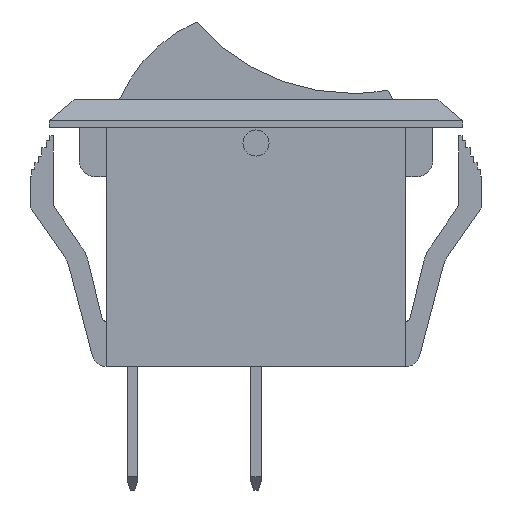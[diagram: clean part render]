
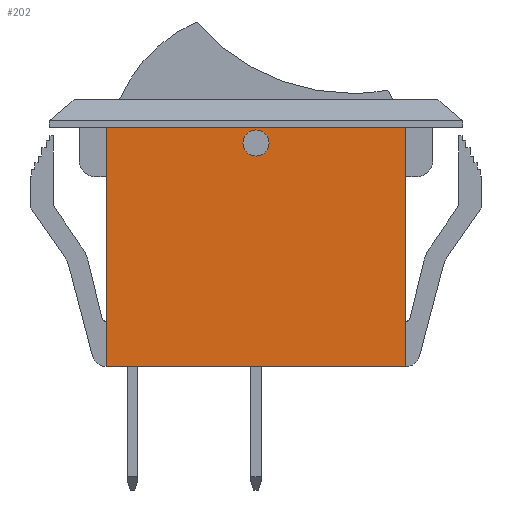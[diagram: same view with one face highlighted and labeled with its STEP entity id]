
A CAD part, front view. The second image highlights one B-rep face of the part: STEP entity #202.
In plain terms, the highlighted planar face has unit normal (0, -1, 0).
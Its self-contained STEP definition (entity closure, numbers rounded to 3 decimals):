
#202=ADVANCED_FACE('NONE',(#559,#560),#561,.T.);
#559=FACE_OUTER_BOUND('',#1078,.T.);
#560=FACE_BOUND('',#1079,.T.);
#561=PLANE('',#1080);
#1078=EDGE_LOOP('',(#1616,#1617,#1618,#1619));
#1079=EDGE_LOOP('',(#1620,#1621));
#1080=AXIS2_PLACEMENT_3D('',#1622,#1623,#1624);
#1616=ORIENTED_EDGE('',*,*,#3199,.T.);
#1617=ORIENTED_EDGE('',*,*,#3200,.T.);
#1618=ORIENTED_EDGE('',*,*,#3201,.T.);
#1619=ORIENTED_EDGE('',*,*,#3202,.T.);
#1620=ORIENTED_EDGE('',*,*,#3203,.T.);
#1621=ORIENTED_EDGE('',*,*,#3204,.T.);
#1622=CARTESIAN_POINT('',(0.0,-6.045,9.195));
#1623=DIRECTION('',(0.0,-1.0,0.));
#1624=DIRECTION('',(-1.0,0.0,0.0));
#3199=EDGE_CURVE('NONE',#3850,#3851,#3852,.T.);
#3200=EDGE_CURVE('NONE',#3851,#3853,#3854,.T.);
#3201=EDGE_CURVE('NONE',#3853,#3855,#3856,.T.);
#3202=EDGE_CURVE('NONE',#3855,#3850,#3857,.T.);
#3203=EDGE_CURVE('NONE',#3858,#3859,#3860,.T.);
#3204=EDGE_CURVE('NONE',#3859,#3858,#3861,.T.);
#3850=VERTEX_POINT('NONE',#4798);
#3851=VERTEX_POINT('NONE',#4799);
#3852=LINE('',#4800,#4801);
#3853=VERTEX_POINT('NONE',#4802);
#3854=LINE('',#4803,#4804);
#3855=VERTEX_POINT('NONE',#4805);
#3856=LINE('',#4806,#4807);
#3857=LINE('',#4808,#4809);
#3858=VERTEX_POINT('NONE',#4810);
#3859=VERTEX_POINT('NONE',#4811);
#3860=CIRCLE('',#4812,1.003);
#3861=CIRCLE('',#4813,1.003);
#4798=CARTESIAN_POINT('',(11.506,-6.045,18.39));
#4799=CARTESIAN_POINT('',(-11.506,-6.045,18.39));
#4800=CARTESIAN_POINT('',(0.0,-6.045,18.39));
#4801=VECTOR('',#6121,1000.0);
#4802=CARTESIAN_POINT('',(-11.506,-6.045,0.));
#4803=CARTESIAN_POINT('',(-11.506,-6.045,9.195));
#4804=VECTOR('',#6122,1000.0);
#4805=CARTESIAN_POINT('',(11.506,-6.045,0.));
#4806=CARTESIAN_POINT('',(0.0,-6.045,0.));
#4807=VECTOR('',#6123,1000.0);
#4808=CARTESIAN_POINT('',(11.506,-6.045,9.195));
#4809=VECTOR('',#6124,1000.0);
#4810=CARTESIAN_POINT('',(-1.003,-6.045,17.186));
#4811=CARTESIAN_POINT('',(1.003,-6.045,17.186));
#4812=AXIS2_PLACEMENT_3D('',#6125,#6126,#6127);
#4813=AXIS2_PLACEMENT_3D('',#6128,#6129,#6130);
#6121=DIRECTION('',(-1.0,-0.0,-0.0));
#6122=DIRECTION('',(0.0,0.,-1.0));
#6123=DIRECTION('',(1.0,0.0,0.0));
#6124=DIRECTION('',(-0.0,0.,1.0));
#6125=CARTESIAN_POINT('',(0.,-6.045,17.186));
#6126=DIRECTION('',(-0.0,1.0,0.));
#6127=DIRECTION('',(1.0,0.0,0.0));
#6128=CARTESIAN_POINT('',(0.,-6.045,17.186));
#6129=DIRECTION('',(-0.0,1.0,0.));
#6130=DIRECTION('',(1.0,0.0,0.0));
